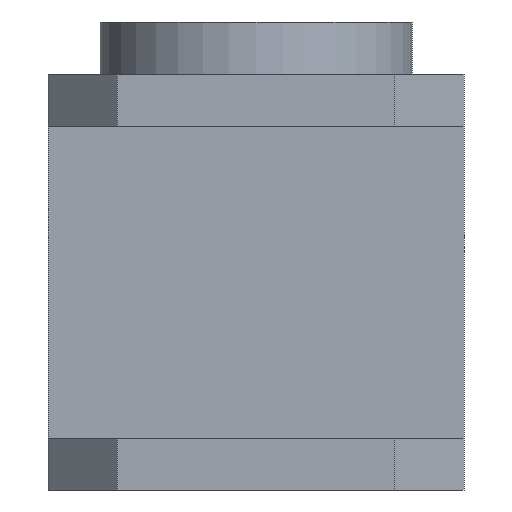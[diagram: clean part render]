
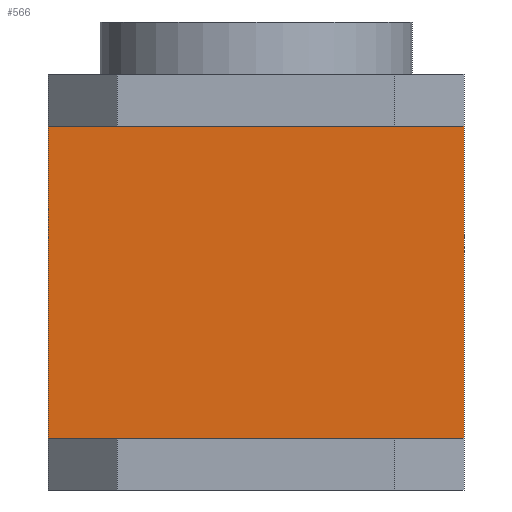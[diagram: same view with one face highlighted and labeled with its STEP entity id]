
A CAD part, front view. The second image highlights one B-rep face of the part: STEP entity #566.
In plain terms, the highlighted planar face has unit normal (0, -1, 0).
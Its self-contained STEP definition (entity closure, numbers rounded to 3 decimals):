
#35=PLANE('',#624);
#62=FACE_OUTER_BOUND('',#100,.T.);
#100=EDGE_LOOP('',(#435,#436,#437,#438));
#142=LINE('',#869,#196);
#150=LINE('',#886,#204);
#152=LINE('',#889,#206);
#153=LINE('',#890,#207);
#196=VECTOR('',#707,10.);
#204=VECTOR('',#717,10.);
#206=VECTOR('',#721,10.);
#207=VECTOR('',#722,10.);
#279=VERTEX_POINT('',#866);
#280=VERTEX_POINT('',#868);
#287=VERTEX_POINT('',#883);
#288=VERTEX_POINT('',#885);
#336=EDGE_CURVE('',#279,#280,#142,.T.);
#344=EDGE_CURVE('',#287,#288,#150,.T.);
#346=EDGE_CURVE('',#280,#287,#152,.T.);
#347=EDGE_CURVE('',#288,#279,#153,.T.);
#435=ORIENTED_EDGE('',*,*,#346,.F.);
#436=ORIENTED_EDGE('',*,*,#336,.F.);
#437=ORIENTED_EDGE('',*,*,#347,.F.);
#438=ORIENTED_EDGE('',*,*,#344,.F.);
#566=ADVANCED_FACE('',(#62),#35,.F.);
#624=AXIS2_PLACEMENT_3D('',#888,#719,#720);
#707=DIRECTION('',(-1.,0.,0.));
#717=DIRECTION('',(1.,0.,0.));
#719=DIRECTION('center_axis',(0.,1.,0.));
#720=DIRECTION('ref_axis',(0.,0.,1.));
#721=DIRECTION('',(0.,0.,1.));
#722=DIRECTION('',(0.,0.,-1.));
#866=CARTESIAN_POINT('',(12.,-13.5,3.));
#868=CARTESIAN_POINT('',(-12.,-13.5,3.));
#869=CARTESIAN_POINT('',(-12.,-13.5,3.));
#883=CARTESIAN_POINT('',(-12.,-13.5,21.));
#885=CARTESIAN_POINT('',(12.,-13.5,21.));
#886=CARTESIAN_POINT('',(-12.,-13.5,21.));
#888=CARTESIAN_POINT('Origin',(0.,-13.5,12.));
#889=CARTESIAN_POINT('',(-12.,-13.5,6.));
#890=CARTESIAN_POINT('',(12.,-13.5,6.));
